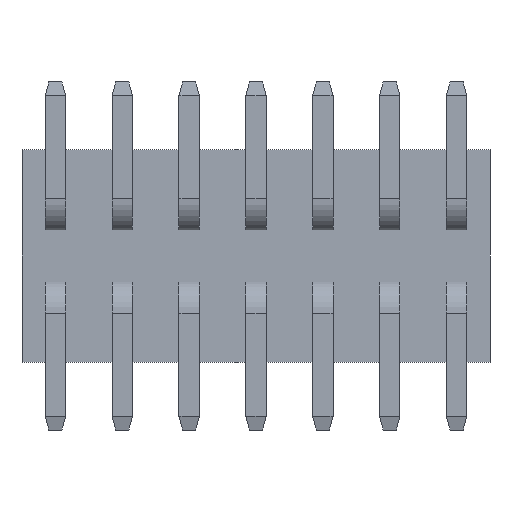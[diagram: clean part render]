
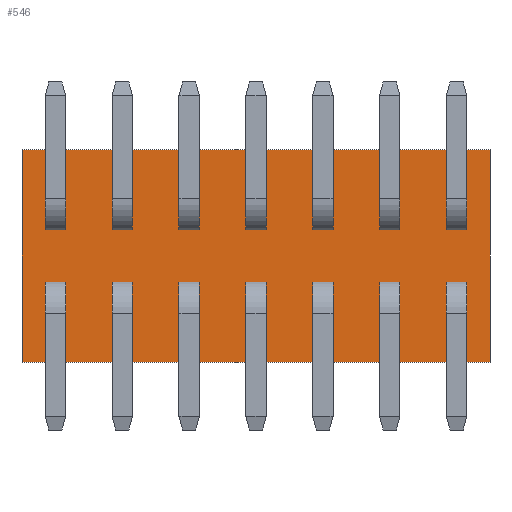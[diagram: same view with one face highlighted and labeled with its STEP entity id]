
A CAD part, front view. The second image highlights one B-rep face of the part: STEP entity #546.
In plain terms, the highlighted planar face has unit normal (0, -1, 0).
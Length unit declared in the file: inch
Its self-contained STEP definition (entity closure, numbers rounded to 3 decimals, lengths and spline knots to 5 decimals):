
#546 = ADVANCED_FACE( '', ( #1296 ), #1297, .F. );
#1296 = FACE_OUTER_BOUND( '', #2258, .T. );
#1297 = PLANE( '', #2259 );
#2258 = EDGE_LOOP( '', ( #3734, #3735, #3736, #3737 ) );
#2259 = AXIS2_PLACEMENT_3D( '', #3738, #3739, #3740 );
#3734 = ORIENTED_EDGE( '', *, *, #6342, .T. );
#3735 = ORIENTED_EDGE( '', *, *, #6343, .F. );
#3736 = ORIENTED_EDGE( '', *, *, #6344, .F. );
#3737 = ORIENTED_EDGE( '', *, *, #6345, .T. );
#3738 = CARTESIAN_POINT( '', ( 0.1378, 0., 0.0625 ) );
#3739 = DIRECTION( '', ( 0., 1., 0. ) );
#3740 = DIRECTION( '', ( 0., 0., 1. ) );
#6342 = EDGE_CURVE( '', #7803, #7804, #7805, .T. );
#6343 = EDGE_CURVE( '', #7806, #7804, #7807, .T. );
#6344 = EDGE_CURVE( '', #7808, #7806, #7809, .T. );
#6345 = EDGE_CURVE( '', #7808, #7803, #7810, .T. );
#7803 = VERTEX_POINT( '', #9827 );
#7804 = VERTEX_POINT( '', #9828 );
#7805 = LINE( '', #9829, #9830 );
#7806 = VERTEX_POINT( '', #9831 );
#7807 = LINE( '', #9832, #9833 );
#7808 = VERTEX_POINT( '', #9834 );
#7809 = LINE( '', #9835, #9836 );
#7810 = LINE( '', #9837, #9838 );
#9827 = CARTESIAN_POINT( '', ( -0.1378, 0., 0.0625 ) );
#9828 = CARTESIAN_POINT( '', ( -0.1378, 0., -0.0625 ) );
#9829 = CARTESIAN_POINT( '', ( -0.1378, 0., 0.0625 ) );
#9830 = VECTOR( '', #11525, 39.37008 );
#9831 = CARTESIAN_POINT( '', ( 0.1378, 0., -0.0625 ) );
#9832 = CARTESIAN_POINT( '', ( 0.1378, 0., -0.0625 ) );
#9833 = VECTOR( '', #11526, 39.37008 );
#9834 = CARTESIAN_POINT( '', ( 0.1378, 0., 0.0625 ) );
#9835 = CARTESIAN_POINT( '', ( 0.1378, 0., 0.0625 ) );
#9836 = VECTOR( '', #11527, 39.37008 );
#9837 = CARTESIAN_POINT( '', ( 0.1378, 0., 0.0625 ) );
#9838 = VECTOR( '', #11528, 39.37008 );
#11525 = DIRECTION( '', ( 0., 0., -1. ) );
#11526 = DIRECTION( '', ( -1., 0., 0. ) );
#11527 = DIRECTION( '', ( 0., 0., -1. ) );
#11528 = DIRECTION( '', ( -1., 0., 0. ) );
